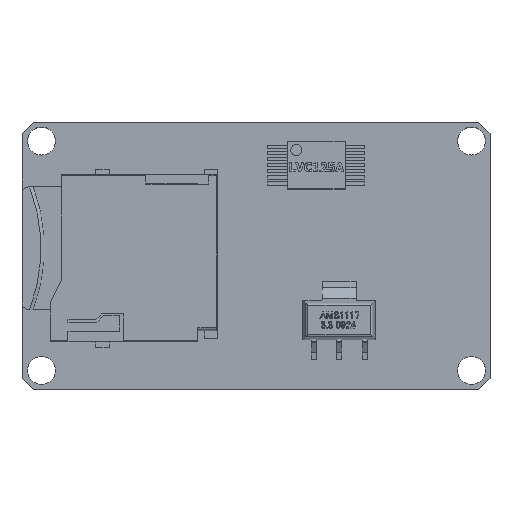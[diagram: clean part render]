
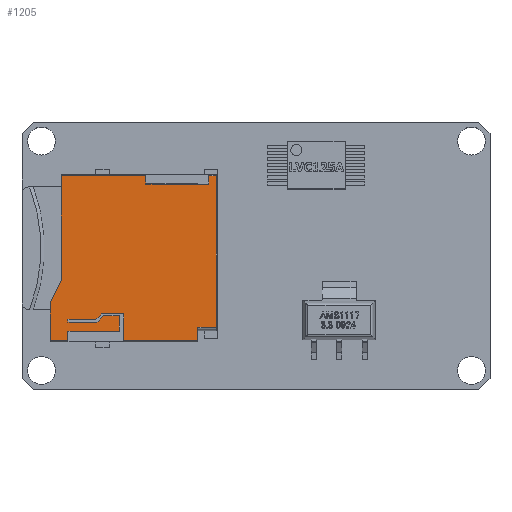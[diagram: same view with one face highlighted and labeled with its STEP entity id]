
A CAD part, top view. The second image highlights one B-rep face of the part: STEP entity #1205.
In plain terms, the highlighted planar face has unit normal (0, 0, 1).
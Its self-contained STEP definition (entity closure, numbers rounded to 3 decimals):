
#1205=ADVANCED_FACE('',(#4583),#4585,.T.);
#4583=FACE_BOUND('',#4584,.T.);
#4584=EDGE_LOOP('',(#7496,#7497,#7498,#7499,#7500,#7501,#7502,#7503,#7504,#7505,
#7506,#7507,#7508,#7509,#7510,#7511,#7512,#7513,#7514,#7515,#7516,#7517,#7518,#7519));
#4585=PLANE('',#4586);
#4586=AXIS2_PLACEMENT_3D('',#4587,#4588,#4589);
#4587=CARTESIAN_POINT('',(0.,0.,3.4));
#4588=DIRECTION('',(0.,0.,1.));
#4589=DIRECTION('',(1.,0.,0.));
#7496=ORIENTED_EDGE('',*,*,#9624,.F.);
#7497=ORIENTED_EDGE('',*,*,#9525,.T.);
#7498=ORIENTED_EDGE('',*,*,#9642,.T.);
#7499=ORIENTED_EDGE('',*,*,#9512,.T.);
#7500=ORIENTED_EDGE('',*,*,#9643,.F.);
#7501=ORIENTED_EDGE('',*,*,#9644,.T.);
#7502=ORIENTED_EDGE('',*,*,#9645,.T.);
#7503=ORIENTED_EDGE('',*,*,#9646,.T.);
#7504=ORIENTED_EDGE('',*,*,#9647,.T.);
#7505=ORIENTED_EDGE('',*,*,#9648,.T.);
#7506=ORIENTED_EDGE('',*,*,#9649,.T.);
#7507=ORIENTED_EDGE('',*,*,#9650,.T.);
#7508=ORIENTED_EDGE('',*,*,#9651,.T.);
#7509=ORIENTED_EDGE('',*,*,#9652,.T.);
#7510=ORIENTED_EDGE('',*,*,#9653,.T.);
#7511=ORIENTED_EDGE('',*,*,#9654,.T.);
#7512=ORIENTED_EDGE('',*,*,#9640,.F.);
#7513=ORIENTED_EDGE('',*,*,#9498,.T.);
#7514=ORIENTED_EDGE('',*,*,#9639,.F.);
#7515=ORIENTED_EDGE('',*,*,#9634,.F.);
#7516=ORIENTED_EDGE('',*,*,#9632,.F.);
#7517=ORIENTED_EDGE('',*,*,#9655,.T.);
#7518=ORIENTED_EDGE('',*,*,#9656,.T.);
#7519=ORIENTED_EDGE('',*,*,#9657,.T.);
#9498=EDGE_CURVE('',#10905,#10908,#10910,.T.);
#9512=EDGE_CURVE('',#10932,#10930,#10933,.T.);
#9525=EDGE_CURVE('',#10946,#10954,#10956,.T.);
#9624=EDGE_CURVE('',#10946,#11153,#11154,.T.);
#9632=EDGE_CURVE('',#11165,#11167,#11168,.T.);
#9634=EDGE_CURVE('',#11167,#11170,#11171,.T.);
#9639=EDGE_CURVE('',#11170,#10908,#11176,.T.);
#9640=EDGE_CURVE('',#10905,#11177,#11178,.T.);
#9642=EDGE_CURVE('',#10954,#10932,#11180,.T.);
#9643=EDGE_CURVE('',#11181,#10930,#11182,.T.);
#9644=EDGE_CURVE('',#11181,#11183,#11184,.T.);
#9645=EDGE_CURVE('',#11183,#11185,#11186,.T.);
#9646=EDGE_CURVE('',#11185,#11187,#11188,.T.);
#9647=EDGE_CURVE('',#11187,#11189,#11190,.T.);
#9648=EDGE_CURVE('',#11189,#11191,#11192,.T.);
#9649=EDGE_CURVE('',#11191,#11193,#11194,.T.);
#9650=EDGE_CURVE('',#11193,#11195,#11196,.T.);
#9651=EDGE_CURVE('',#11195,#11197,#11198,.T.);
#9652=EDGE_CURVE('',#11197,#11199,#11200,.T.);
#9653=EDGE_CURVE('',#11199,#11201,#11202,.T.);
#9654=EDGE_CURVE('',#11201,#11177,#11203,.T.);
#9655=EDGE_CURVE('',#11165,#11204,#11205,.T.);
#9656=EDGE_CURVE('',#11204,#11206,#11207,.T.);
#9657=EDGE_CURVE('',#11206,#11153,#11208,.T.);
#10905=VERTEX_POINT('',#13565);
#10908=VERTEX_POINT('',#13573);
#10910=LINE('',#13578,#13579);
#10930=VERTEX_POINT('',#13624);
#10932=VERTEX_POINT('',#13629);
#10933=LINE('',#13630,#13631);
#10946=VERTEX_POINT('',#13659);
#10954=VERTEX_POINT('',#13676);
#10956=LINE('',#13680,#13681);
#11153=VERTEX_POINT('',#14124);
#11154=LINE('',#14125,#14126);
#11165=VERTEX_POINT('',#14151);
#11167=VERTEX_POINT('',#14156);
#11168=LINE('',#14157,#14158);
#11170=VERTEX_POINT('',#14164);
#11171=LINE('',#14165,#14166);
#11176=LINE('',#14184,#14185);
#11177=VERTEX_POINT('',#14187);
#11178=LINE('',#14188,#14189);
#11180=LINE('',#14195,#14196);
#11181=VERTEX_POINT('',#14198);
#11182=LINE('',#14199,#14200);
#11183=VERTEX_POINT('',#14202);
#11184=LINE('',#14203,#14204);
#11185=VERTEX_POINT('',#14206);
#11186=LINE('',#14207,#14208);
#11187=VERTEX_POINT('',#14210);
#11188=LINE('',#14211,#14212);
#11189=VERTEX_POINT('',#14214);
#11190=LINE('',#14215,#14216);
#11191=VERTEX_POINT('',#14218);
#11192=LINE('',#14219,#14220);
#11193=VERTEX_POINT('',#14222);
#11194=LINE('',#14223,#14224);
#11195=VERTEX_POINT('',#14226);
#11196=LINE('',#14227,#14228);
#11197=VERTEX_POINT('',#14230);
#11198=LINE('',#14231,#14232);
#11199=VERTEX_POINT('',#14234);
#11200=LINE('',#14235,#14236);
#11201=VERTEX_POINT('',#14238);
#11202=LINE('',#14239,#14240);
#11203=LINE('',#14242,#14243);
#11204=VERTEX_POINT('',#14245);
#11205=LINE('',#14246,#14247);
#11206=VERTEX_POINT('',#14249);
#11207=LINE('',#14250,#14251);
#11208=LINE('',#14253,#14254);
#13565=CARTESIAN_POINT('',(-1.834,-6.6,3.4));
#13573=CARTESIAN_POINT('',(-1.834,-5.4,3.4));
#13578=CARTESIAN_POINT('',(-1.834,-6.6,3.4));
#13579=VECTOR('',#13580,1.);
#13580=DIRECTION('',(0.,1.,0.));
#13624=CARTESIAN_POINT('',(-15.084,-6.6,3.4));
#13629=CARTESIAN_POINT('',(-15.084,-3.2,3.4));
#13630=CARTESIAN_POINT('',(-15.084,-3.2,3.4));
#13631=VECTOR('',#13632,1.);
#13632=DIRECTION('',(0.,-1.,0.));
#13659=CARTESIAN_POINT('',(-14.084,8.2,3.4));
#13676=CARTESIAN_POINT('',(-14.084,-1.2,3.4));
#13680=CARTESIAN_POINT('',(-14.084,8.2,3.4));
#13681=VECTOR('',#13682,1.);
#13682=DIRECTION('',(0.,-1.,0.));
#14124=CARTESIAN_POINT('',(-6.501,8.2,3.4));
#14125=CARTESIAN_POINT('',(-14.084,8.2,3.4));
#14126=VECTOR('',#14127,1.);
#14127=DIRECTION('',(1.,0.,0.));
#14151=CARTESIAN_POINT('',(-0.871,8.2,3.4));
#14156=CARTESIAN_POINT('',(-0.184,8.2,3.4));
#14157=CARTESIAN_POINT('',(-0.871,8.2,3.4));
#14158=VECTOR('',#14159,1.);
#14159=DIRECTION('',(1.,0.,0.));
#14164=CARTESIAN_POINT('',(-0.184,-5.4,3.4));
#14165=CARTESIAN_POINT('',(-0.184,8.2,3.4));
#14166=VECTOR('',#14167,1.);
#14167=DIRECTION('',(0.,-1.,0.));
#14184=CARTESIAN_POINT('',(-0.184,-5.4,3.4));
#14185=VECTOR('',#14186,1.);
#14186=DIRECTION('',(-1.,0.,0.));
#14187=CARTESIAN_POINT('',(-8.496,-6.6,3.4));
#14188=CARTESIAN_POINT('',(-1.834,-6.6,3.4));
#14189=VECTOR('',#14190,1.);
#14190=DIRECTION('',(-1.,0.,0.));
#14195=CARTESIAN_POINT('',(-14.084,-1.2,3.4));
#14196=VECTOR('',#14197,1.);
#14197=DIRECTION('',(-0.447,-0.894,0.));
#14198=CARTESIAN_POINT('',(-13.496,-6.6,3.4));
#14199=CARTESIAN_POINT('',(-13.496,-6.6,3.4));
#14200=VECTOR('',#14201,1.);
#14201=DIRECTION('',(-1.,0.,0.));
#14202=CARTESIAN_POINT('',(-13.496,-5.75,3.4));
#14203=CARTESIAN_POINT('',(-13.496,-6.6,3.4));
#14204=VECTOR('',#14205,1.);
#14205=DIRECTION('',(0.,1.,0.));
#14206=CARTESIAN_POINT('',(-8.896,-5.75,3.4));
#14207=CARTESIAN_POINT('',(-13.496,-5.75,3.4));
#14208=VECTOR('',#14209,1.);
#14209=DIRECTION('',(1.,0.,0.));
#14210=CARTESIAN_POINT('',(-8.896,-4.35,3.4));
#14211=CARTESIAN_POINT('',(-8.896,-5.75,3.4));
#14212=VECTOR('',#14213,1.);
#14213=DIRECTION('',(0.,1.,0.));
#14214=CARTESIAN_POINT('',(-10.296,-4.35,3.4));
#14215=CARTESIAN_POINT('',(-8.896,-4.35,3.4));
#14216=VECTOR('',#14217,1.);
#14217=DIRECTION('',(-1.,0.,0.));
#14218=CARTESIAN_POINT('',(-10.896,-4.95,3.4));
#14219=CARTESIAN_POINT('',(-10.296,-4.35,3.4));
#14220=VECTOR('',#14221,1.);
#14221=DIRECTION('',(-0.707,-0.707,0.));
#14222=CARTESIAN_POINT('',(-13.496,-4.95,3.4));
#14223=CARTESIAN_POINT('',(-10.896,-4.95,3.4));
#14224=VECTOR('',#14225,1.);
#14225=DIRECTION('',(-1.,0.,0.));
#14226=CARTESIAN_POINT('',(-13.496,-4.7,3.4));
#14227=CARTESIAN_POINT('',(-13.496,-4.95,3.4));
#14228=VECTOR('',#14229,1.);
#14229=DIRECTION('',(0.,1.,0.));
#14230=CARTESIAN_POINT('',(-10.996,-4.7,3.4));
#14231=CARTESIAN_POINT('',(-13.496,-4.7,3.4));
#14232=VECTOR('',#14233,1.);
#14233=DIRECTION('',(1.,0.,0.));
#14234=CARTESIAN_POINT('',(-10.496,-4.2,3.4));
#14235=CARTESIAN_POINT('',(-10.996,-4.7,3.4));
#14236=VECTOR('',#14237,1.);
#14237=DIRECTION('',(0.707,0.707,0.));
#14238=CARTESIAN_POINT('',(-8.496,-4.2,3.4));
#14239=CARTESIAN_POINT('',(-10.496,-4.2,3.4));
#14240=VECTOR('',#14241,1.);
#14241=DIRECTION('',(1.,0.,0.));
#14242=CARTESIAN_POINT('',(-8.496,-4.2,3.4));
#14243=VECTOR('',#14244,1.);
#14244=DIRECTION('',(0.,-1.,0.));
#14245=CARTESIAN_POINT('',(-0.871,7.45,3.4));
#14246=CARTESIAN_POINT('',(-0.871,8.2,3.4));
#14247=VECTOR('',#14248,1.);
#14248=DIRECTION('',(0.,-1.,0.));
#14249=CARTESIAN_POINT('',(-6.501,7.45,3.4));
#14250=CARTESIAN_POINT('',(-0.871,7.45,3.4));
#14251=VECTOR('',#14252,1.);
#14252=DIRECTION('',(-1.,0.,0.));
#14253=CARTESIAN_POINT('',(-6.501,7.45,3.4));
#14254=VECTOR('',#14255,1.);
#14255=DIRECTION('',(0.,1.,0.));
